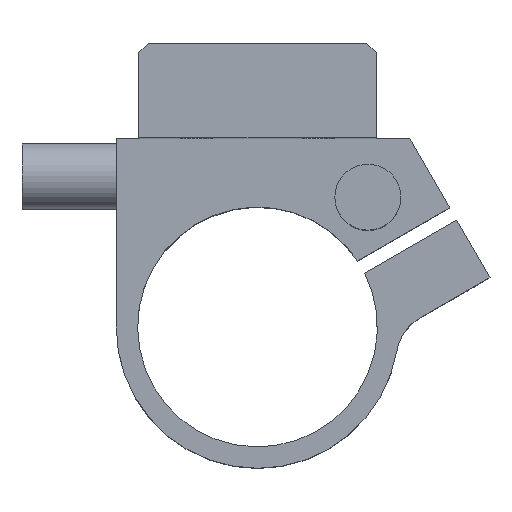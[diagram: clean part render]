
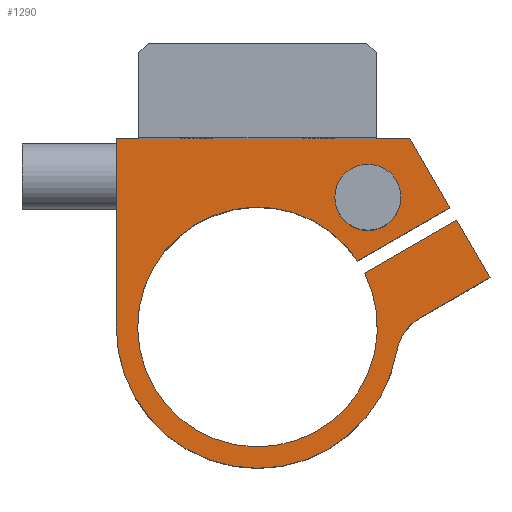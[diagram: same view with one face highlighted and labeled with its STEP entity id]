
A CAD part, top view. The second image highlights one B-rep face of the part: STEP entity #1290.
In plain terms, the highlighted planar face has unit normal (0, 0, 1).
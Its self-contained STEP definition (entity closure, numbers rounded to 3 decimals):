
#153=CIRCLE('',#1649,12.725);
#157=CIRCLE('',#1657,5.);
#159=CIRCLE('',#1660,15.);
#160=CIRCLE('',#1662,3.5);
#398=ORIENTED_EDGE('',*,*,#571,.T.);
#399=ORIENTED_EDGE('',*,*,#536,.F.);
#400=ORIENTED_EDGE('',*,*,#570,.F.);
#401=ORIENTED_EDGE('',*,*,#567,.F.);
#402=ORIENTED_EDGE('',*,*,#564,.F.);
#403=ORIENTED_EDGE('',*,*,#560,.F.);
#404=ORIENTED_EDGE('',*,*,#557,.F.);
#405=ORIENTED_EDGE('',*,*,#553,.F.);
#406=ORIENTED_EDGE('',*,*,#548,.F.);
#407=ORIENTED_EDGE('',*,*,#544,.F.);
#408=ORIENTED_EDGE('',*,*,#541,.F.);
#536=EDGE_CURVE('',#667,#668,#718,.T.);
#541=EDGE_CURVE('',#668,#672,#721,.T.);
#544=EDGE_CURVE('',#672,#674,#724,.T.);
#548=EDGE_CURVE('',#674,#677,#727,.T.);
#553=EDGE_CURVE('',#677,#681,#153,.T.);
#557=EDGE_CURVE('',#681,#684,#731,.T.);
#560=EDGE_CURVE('',#684,#686,#734,.T.);
#564=EDGE_CURVE('',#686,#689,#737,.T.);
#567=EDGE_CURVE('',#689,#691,#157,.T.);
#570=EDGE_CURVE('',#691,#667,#159,.T.);
#571=EDGE_CURVE('',#692,#692,#160,.T.);
#667=VERTEX_POINT('',#2342);
#668=VERTEX_POINT('',#2344);
#672=VERTEX_POINT('',#2354);
#674=VERTEX_POINT('',#2360);
#677=VERTEX_POINT('',#2368);
#681=VERTEX_POINT('',#2402);
#684=VERTEX_POINT('',#2410);
#686=VERTEX_POINT('',#2416);
#689=VERTEX_POINT('',#2424);
#691=VERTEX_POINT('',#2430);
#692=VERTEX_POINT('',#2437);
#718=LINE('',#2343,#760);
#721=LINE('',#2353,#763);
#724=LINE('',#2359,#766);
#727=LINE('',#2367,#769);
#731=LINE('',#2409,#773);
#734=LINE('',#2415,#776);
#737=LINE('',#2423,#779);
#760=VECTOR('',#1986,1000.);
#763=VECTOR('',#1995,1000.);
#766=VECTOR('',#2000,1000.);
#769=VECTOR('',#2007,1000.);
#773=VECTOR('',#2021,1000.);
#776=VECTOR('',#2026,1000.);
#779=VECTOR('',#2033,1000.);
#956=EDGE_LOOP('',(#398));
#957=EDGE_LOOP('',(#399,#400,#401,#402,#403,#404,#405,#406,#407,#408));
#1154=FACE_BOUND('',#956,.T.);
#1155=FACE_BOUND('',#957,.T.);
#1211=PLANE('',#1661);
#1290=ADVANCED_FACE('',(#1154,#1155),#1211,.T.);
#1649=AXIS2_PLACEMENT_3D('',#2401,#2013,#2014);
#1657=AXIS2_PLACEMENT_3D('',#2429,#2039,#2040);
#1660=AXIS2_PLACEMENT_3D('',#2434,#2046,#2047);
#1661=AXIS2_PLACEMENT_3D('',#2435,#2048,#2049);
#1662=AXIS2_PLACEMENT_3D('',#2436,#2050,#2051);
#1986=DIRECTION('',(0.,1.,0.));
#1995=DIRECTION('',(1.,0.,0.));
#2000=DIRECTION('',(0.5,-0.866,0.));
#2007=DIRECTION('',(-0.866,-0.5,0.));
#2013=DIRECTION('',(0.,0.,1.));
#2014=DIRECTION('',(0.,-1.,0.));
#2021=DIRECTION('',(0.866,0.5,0.));
#2026=DIRECTION('',(0.5,-0.866,0.));
#2033=DIRECTION('',(-0.866,-0.5,0.));
#2039=DIRECTION('',(0.,0.,1.));
#2040=DIRECTION('',(1.,0.,0.));
#2046=DIRECTION('',(0.,0.,-1.));
#2047=DIRECTION('',(1.,0.,0.));
#2048=DIRECTION('',(0.,0.,1.));
#2049=DIRECTION('',(1.,0.,0.));
#2050=DIRECTION('',(0.,0.,-1.));
#2051=DIRECTION('',(1.,0.,0.));
#2342=CARTESIAN_POINT('',(-15.,0.,9.));
#2343=CARTESIAN_POINT('',(-15.,0.,9.));
#2344=CARTESIAN_POINT('',(-15.,20.,9.));
#2353=CARTESIAN_POINT('',(-15.,20.,9.));
#2354=CARTESIAN_POINT('',(16.155,20.,9.));
#2359=CARTESIAN_POINT('',(16.155,20.,9.));
#2360=CARTESIAN_POINT('',(20.402,12.645,9.));
#2367=CARTESIAN_POINT('',(20.402,12.645,9.));
#2368=CARTESIAN_POINT('',(10.626,7.001,9.));
#2401=CARTESIAN_POINT('',(0.,0.,9.));
#2402=CARTESIAN_POINT('',(11.376,5.702,9.));
#2409=CARTESIAN_POINT('',(21.152,11.346,9.));
#2410=CARTESIAN_POINT('',(21.152,11.346,9.));
#2415=CARTESIAN_POINT('',(21.152,11.346,9.));
#2416=CARTESIAN_POINT('',(24.678,5.238,9.));
#2423=CARTESIAN_POINT('',(24.678,5.238,9.));
#2424=CARTESIAN_POINT('',(17.208,0.925,9.));
#2429=CARTESIAN_POINT('',(19.708,-3.405,9.));
#2430=CARTESIAN_POINT('',(14.781,-2.554,9.));
#2434=CARTESIAN_POINT('',(0.,0.,9.));
#2435=CARTESIAN_POINT('',(0.,0.,9.));
#2436=CARTESIAN_POINT('',(11.712,13.742,9.));
#2437=CARTESIAN_POINT('',(15.212,13.742,9.));
